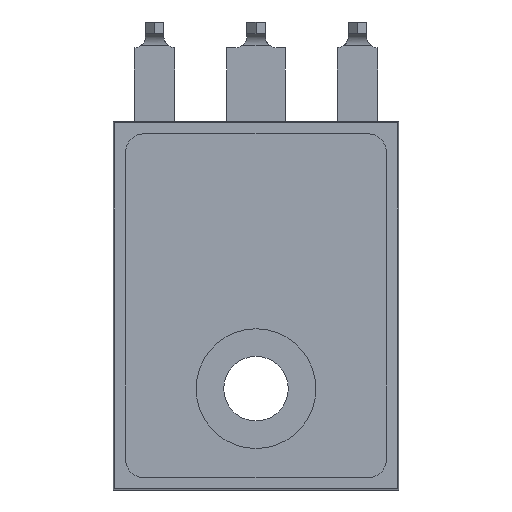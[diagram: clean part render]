
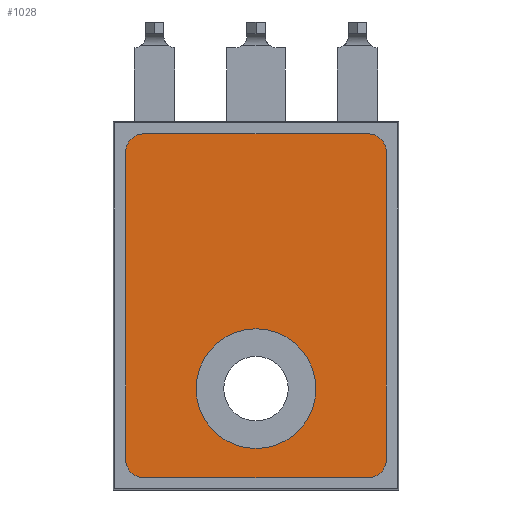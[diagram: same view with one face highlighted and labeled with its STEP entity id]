
A CAD part, front view. The second image highlights one B-rep face of the part: STEP entity #1028.
In plain terms, the highlighted planar face has unit normal (0, -1, 0).
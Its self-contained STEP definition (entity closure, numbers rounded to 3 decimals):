
#13 = DIRECTION ( 'NONE',  ( 0., -1., 0. ) ) ;
#34 = DIRECTION ( 'NONE',  ( 0., 0., -1. ) ) ;
#52 = DIRECTION ( 'NONE',  ( 0., 0., -1. ) ) ;
#62 = DIRECTION ( 'NONE',  ( 0., -1., 0. ) ) ;
#63 = DIRECTION ( 'NONE',  ( 0., 0., -1. ) ) ;
#65 = EDGE_CURVE ( 'NONE', #77, #2367, #2856, .T. ) ;
#77 = VERTEX_POINT ( 'NONE', #335 ) ;
#88 = DIRECTION ( 'NONE',  ( -1., 0., 0. ) ) ;
#128 = DIRECTION ( 'NONE',  ( 0., 0., -1. ) ) ;
#145 = CARTESIAN_POINT ( 'NONE',  ( -7.08, -2., -3.83 ) ) ;
#150 = EDGE_LOOP ( 'NONE', ( #404, #2375, #2577, #2123, #2263, #1084, #1315, #1650 ) ) ;
#200 = CARTESIAN_POINT ( 'NONE',  ( -7.08, -2., 12.83 ) ) ;
#205 = EDGE_CURVE ( 'NONE', #1562, #1919, #2717, .T. ) ;
#259 = AXIS2_PLACEMENT_3D ( 'NONE', #2486, #732, #52 ) ;
#335 = CARTESIAN_POINT ( 'NONE',  ( 7.08, -2., -3.83 ) ) ;
#344 = CARTESIAN_POINT ( 'NONE',  ( 7.08, -2., -3.83 ) ) ;
#374 = DIRECTION ( 'NONE',  ( 0., 0., -1. ) ) ;
#385 = EDGE_LOOP ( 'NONE', ( #2155, #1848 ) ) ;
#388 = FACE_OUTER_BOUND ( 'NONE', #150, .T. ) ;
#404 = ORIENTED_EDGE ( 'NONE', *, *, #2882, .T. ) ;
#413 = CIRCLE ( 'NONE', #2325, 3.25 ) ;
#430 = CARTESIAN_POINT ( 'NONE',  ( 6.08, -2., -3.83 ) ) ;
#491 = AXIS2_PLACEMENT_3D ( 'NONE', #2889, #1491, #128 ) ;
#515 = VECTOR ( 'NONE', #1805, 1000. ) ;
#563 = CIRCLE ( 'NONE', #259, 1. ) ;
#713 = CARTESIAN_POINT ( 'NONE',  ( 0., -2., 0. ) ) ;
#718 = EDGE_CURVE ( 'NONE', #2367, #2829, #563, .T. ) ;
#732 = DIRECTION ( 'NONE',  ( 0., -1., 0. ) ) ;
#793 = CIRCLE ( 'NONE', #2117, 1. ) ;
#870 = LINE ( 'NONE', #1683, #1961 ) ;
#883 = VERTEX_POINT ( 'NONE', #2473 ) ;
#928 = FACE_BOUND ( 'NONE', #385, .T. ) ;
#958 = DIRECTION ( 'NONE',  ( 0., 0., -1. ) ) ;
#959 = AXIS2_PLACEMENT_3D ( 'NONE', #1194, #2590, #958 ) ;
#1028 = ADVANCED_FACE ( 'NONE', ( #928, #388 ), #2401, .T. ) ;
#1031 = CARTESIAN_POINT ( 'NONE',  ( -6.08, -2., 13.83 ) ) ;
#1058 = CARTESIAN_POINT ( 'NONE',  ( -6.08, -2., -4.83 ) ) ;
#1084 = ORIENTED_EDGE ( 'NONE', *, *, #65, .T. ) ;
#1124 = LINE ( 'NONE', #200, #515 ) ;
#1153 = CIRCLE ( 'NONE', #1176, 1. ) ;
#1176 = AXIS2_PLACEMENT_3D ( 'NONE', #2271, #13, #34 ) ;
#1186 = EDGE_CURVE ( 'NONE', #2678, #1531, #2409, .T. ) ;
#1194 = CARTESIAN_POINT ( 'NONE',  ( 0., -2., 0. ) ) ;
#1208 = VERTEX_POINT ( 'NONE', #145 ) ;
#1258 = CARTESIAN_POINT ( 'NONE',  ( 0., -2., -3.25 ) ) ;
#1275 = DIRECTION ( 'NONE',  ( 1., 0., 0. ) ) ;
#1277 = CARTESIAN_POINT ( 'NONE',  ( 0., -2., 3.25 ) ) ;
#1315 = ORIENTED_EDGE ( 'NONE', *, *, #718, .T. ) ;
#1421 = EDGE_CURVE ( 'NONE', #883, #1208, #1124, .T. ) ;
#1431 = DIRECTION ( 'NONE',  ( 0., -1., 0. ) ) ;
#1491 = DIRECTION ( 'NONE',  ( 0., -1., 0. ) ) ;
#1531 = VERTEX_POINT ( 'NONE', #2442 ) ;
#1562 = VERTEX_POINT ( 'NONE', #1277 ) ;
#1605 = CARTESIAN_POINT ( 'NONE',  ( 6.08, -2., 13.83 ) ) ;
#1650 = ORIENTED_EDGE ( 'NONE', *, *, #2923, .T. ) ;
#1677 = DIRECTION ( 'NONE',  ( 0., 0., -1. ) ) ;
#1683 = CARTESIAN_POINT ( 'NONE',  ( 6.08, -2., 13.83 ) ) ;
#1800 = DIRECTION ( 'NONE',  ( 0., -1., 0. ) ) ;
#1805 = DIRECTION ( 'NONE',  ( 0., 0., -1. ) ) ;
#1848 = ORIENTED_EDGE ( 'NONE', *, *, #205, .F. ) ;
#1919 = VERTEX_POINT ( 'NONE', #1258 ) ;
#1961 = VECTOR ( 'NONE', #88, 1000. ) ;
#2117 = AXIS2_PLACEMENT_3D ( 'NONE', #2827, #1431, #63 ) ;
#2123 = ORIENTED_EDGE ( 'NONE', *, *, #1186, .T. ) ;
#2147 = EDGE_CURVE ( 'NONE', #1919, #1562, #413, .T. ) ;
#2155 = ORIENTED_EDGE ( 'NONE', *, *, #2147, .F. ) ;
#2176 = DIRECTION ( 'NONE',  ( 0., 0., 1. ) ) ;
#2263 = ORIENTED_EDGE ( 'NONE', *, *, #2627, .T. ) ;
#2271 = CARTESIAN_POINT ( 'NONE',  ( -6.08, -2., -3.83 ) ) ;
#2325 = AXIS2_PLACEMENT_3D ( 'NONE', #713, #1800, #1677 ) ;
#2352 = VERTEX_POINT ( 'NONE', #1031 ) ;
#2367 = VERTEX_POINT ( 'NONE', #2912 ) ;
#2375 = ORIENTED_EDGE ( 'NONE', *, *, #1421, .T. ) ;
#2397 = CIRCLE ( 'NONE', #2477, 1. ) ;
#2401 = PLANE ( 'NONE',  #491 ) ;
#2409 = LINE ( 'NONE', #1058, #2958 ) ;
#2442 = CARTESIAN_POINT ( 'NONE',  ( 6.08, -2., -4.83 ) ) ;
#2473 = CARTESIAN_POINT ( 'NONE',  ( -7.08, -2., 12.83 ) ) ;
#2477 = AXIS2_PLACEMENT_3D ( 'NONE', #430, #62, #374 ) ;
#2486 = CARTESIAN_POINT ( 'NONE',  ( 6.08, -2., 12.83 ) ) ;
#2577 = ORIENTED_EDGE ( 'NONE', *, *, #2797, .T. ) ;
#2590 = DIRECTION ( 'NONE',  ( 0., -1., 0. ) ) ;
#2627 = EDGE_CURVE ( 'NONE', #1531, #77, #2397, .T. ) ;
#2678 = VERTEX_POINT ( 'NONE', #2693 ) ;
#2693 = CARTESIAN_POINT ( 'NONE',  ( -6.08, -2., -4.83 ) ) ;
#2717 = CIRCLE ( 'NONE', #959, 3.25 ) ;
#2795 = VECTOR ( 'NONE', #2176, 1000. ) ;
#2797 = EDGE_CURVE ( 'NONE', #1208, #2678, #1153, .T. ) ;
#2827 = CARTESIAN_POINT ( 'NONE',  ( -6.08, -2., 12.83 ) ) ;
#2829 = VERTEX_POINT ( 'NONE', #1605 ) ;
#2856 = LINE ( 'NONE', #344, #2795 ) ;
#2882 = EDGE_CURVE ( 'NONE', #2352, #883, #793, .T. ) ;
#2889 = CARTESIAN_POINT ( 'NONE',  ( -6.08, -2., 12.83 ) ) ;
#2912 = CARTESIAN_POINT ( 'NONE',  ( 7.08, -2., 12.83 ) ) ;
#2923 = EDGE_CURVE ( 'NONE', #2829, #2352, #870, .T. ) ;
#2958 = VECTOR ( 'NONE', #1275, 1000. ) ;
